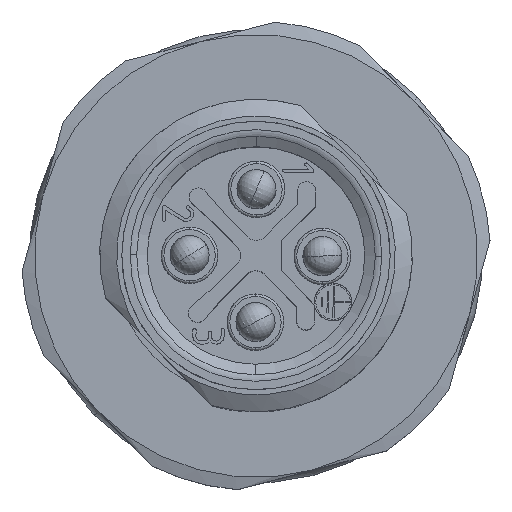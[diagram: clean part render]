
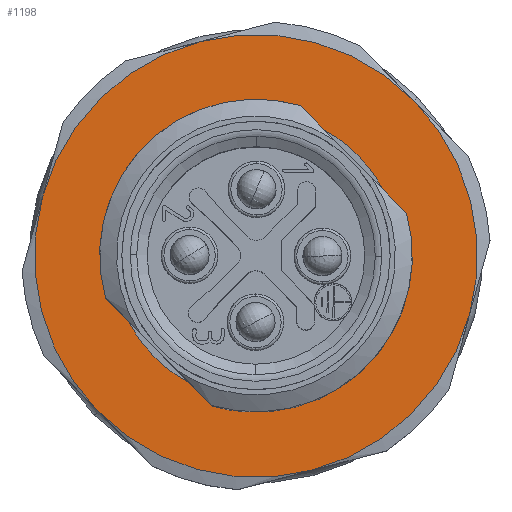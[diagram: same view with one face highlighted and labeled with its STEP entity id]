
A CAD part, top view. The second image highlights one B-rep face of the part: STEP entity #1198.
In plain terms, the highlighted planar face has unit normal (0, 0, 1).
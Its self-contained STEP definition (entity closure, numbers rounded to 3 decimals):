
#890=AXIS2_PLACEMENT_3D('Circle Axis2P3D',#888,#889,$) ;
#902=AXIS2_PLACEMENT_3D('Circle Axis2P3D',#900,#901,$) ;
#914=AXIS2_PLACEMENT_3D('Circle Axis2P3D',#912,#913,$) ;
#926=AXIS2_PLACEMENT_3D('Circle Axis2P3D',#924,#925,$) ;
#938=AXIS2_PLACEMENT_3D('Circle Axis2P3D',#936,#937,$) ;
#950=AXIS2_PLACEMENT_3D('Circle Axis2P3D',#948,#949,$) ;
#1076=AXIS2_PLACEMENT_3D('Plane Axis2P3D',#1073,#1074,#1075) ;
#1088=AXIS2_PLACEMENT_3D('Circle Axis2P3D',#1086,#1087,$) ;
#1133=AXIS2_PLACEMENT_3D('Circle Axis2P3D',#1131,#1132,$) ;
#1140=AXIS2_PLACEMENT_3D('Circle Axis2P3D',#1138,#1139,$) ;
#1183=AXIS2_PLACEMENT_3D('Circle Axis2P3D',#1181,#1182,$) ;
#391=CARTESIAN_POINT('Vertex',(11.118,0.744,72.65)) ;
#458=CARTESIAN_POINT('Vertex',(2.925,3.006,72.65)) ;
#515=CARTESIAN_POINT('Vertex',(0.787,11.233,72.65)) ;
#572=CARTESIAN_POINT('Vertex',(6.843,17.198,72.65)) ;
#629=CARTESIAN_POINT('Vertex',(15.036,14.935,72.65)) ;
#686=CARTESIAN_POINT('Vertex',(17.174,6.709,72.65)) ;
#888=CARTESIAN_POINT('Axis2P3D Location',(8.981,8.971,72.65)) ;
#900=CARTESIAN_POINT('Axis2P3D Location',(8.981,8.971,72.65)) ;
#912=CARTESIAN_POINT('Axis2P3D Location',(8.981,8.971,72.65)) ;
#924=CARTESIAN_POINT('Axis2P3D Location',(8.981,8.971,72.65)) ;
#936=CARTESIAN_POINT('Axis2P3D Location',(8.981,8.971,72.65)) ;
#948=CARTESIAN_POINT('Axis2P3D Location',(8.981,8.971,72.65)) ;
#1073=CARTESIAN_POINT('Axis2P3D Location',(8.981,8.971,72.65)) ;
#1086=CARTESIAN_POINT('Axis2P3D Location',(8.981,8.971,72.65)) ;
#1090=CARTESIAN_POINT('Vertex',(13.871,11.487,72.65)) ;
#1092=CARTESIAN_POINT('Vertex',(12.899,12.83,72.65)) ;
#1095=CARTESIAN_POINT('Line Origine',(14.315,11.036,72.65)) ;
#1099=CARTESIAN_POINT('Vertex',(14.759,10.585,72.65)) ;
#1103=CARTESIAN_POINT('Control Point',(14.759,10.585,72.65)) ;
#1104=CARTESIAN_POINT('Control Point',(14.921,10.008,72.65)) ;
#1105=CARTESIAN_POINT('Control Point',(15.01,9.409,72.65)) ;
#1106=CARTESIAN_POINT('Control Point',(15.024,8.803,72.65)) ;
#1107=CARTESIAN_POINT('Control Point',(14.899,7.6,72.65)) ;
#1108=CARTESIAN_POINT('Control Point',(14.482,6.465,72.65)) ;
#1109=CARTESIAN_POINT('Control Point',(14.204,5.927,72.65)) ;
#1110=CARTESIAN_POINT('Control Point',(13.518,4.931,72.65)) ;
#1111=CARTESIAN_POINT('Control Point',(12.608,4.134,72.65)) ;
#1112=CARTESIAN_POINT('Control Point',(12.105,3.795,72.65)) ;
#1113=CARTESIAN_POINT('Control Point',(11.025,3.25,72.65)) ;
#1114=CARTESIAN_POINT('Control Point',(9.845,2.988,72.65)) ;
#1115=CARTESIAN_POINT('Control Point',(9.241,2.931,72.65)) ;
#1116=CARTESIAN_POINT('Control Point',(8.479,2.956,72.65)) ;
#1117=CARTESIAN_POINT('Control Point',(7.735,3.098,72.65)) ;
#1118=CARTESIAN_POINT('Control Point',(7.581,3.133,72.65)) ;
#1119=CARTESIAN_POINT('Control Point',(7.429,3.173,72.65)) ;
#1120=CARTESIAN_POINT('Control Point',(7.279,3.217,72.65)) ;
#1121=CARTESIAN_POINT('Vertex',(7.279,3.217,72.65)) ;
#1124=CARTESIAN_POINT('Line Origine',(6.835,3.668,72.65)) ;
#1128=CARTESIAN_POINT('Vertex',(6.391,4.119,72.65)) ;
#1131=CARTESIAN_POINT('Axis2P3D Location',(8.981,8.971,72.65)) ;
#1135=CARTESIAN_POINT('Vertex',(5.062,5.111,72.65)) ;
#1138=CARTESIAN_POINT('Axis2P3D Location',(8.981,8.971,72.65)) ;
#1142=CARTESIAN_POINT('Vertex',(4.09,6.455,72.65)) ;
#1145=CARTESIAN_POINT('Line Origine',(3.646,6.905,72.65)) ;
#1149=CARTESIAN_POINT('Vertex',(3.202,7.356,72.65)) ;
#1153=CARTESIAN_POINT('Control Point',(3.202,7.356,72.65)) ;
#1154=CARTESIAN_POINT('Control Point',(3.041,7.934,72.65)) ;
#1155=CARTESIAN_POINT('Control Point',(2.951,8.532,72.65)) ;
#1156=CARTESIAN_POINT('Control Point',(2.938,9.138,72.65)) ;
#1157=CARTESIAN_POINT('Control Point',(3.062,10.341,72.65)) ;
#1158=CARTESIAN_POINT('Control Point',(3.479,11.476,72.65)) ;
#1159=CARTESIAN_POINT('Control Point',(3.758,12.015,72.65)) ;
#1160=CARTESIAN_POINT('Control Point',(4.444,13.011,72.65)) ;
#1161=CARTESIAN_POINT('Control Point',(5.354,13.807,72.65)) ;
#1162=CARTESIAN_POINT('Control Point',(5.857,14.146,72.65)) ;
#1163=CARTESIAN_POINT('Control Point',(6.936,14.691,72.65)) ;
#1164=CARTESIAN_POINT('Control Point',(8.117,14.954,72.65)) ;
#1165=CARTESIAN_POINT('Control Point',(8.72,15.01,72.65)) ;
#1166=CARTESIAN_POINT('Control Point',(9.483,14.986,72.65)) ;
#1167=CARTESIAN_POINT('Control Point',(10.227,14.843,72.65)) ;
#1168=CARTESIAN_POINT('Control Point',(10.38,14.808,72.65)) ;
#1169=CARTESIAN_POINT('Control Point',(10.532,14.769,72.65)) ;
#1170=CARTESIAN_POINT('Control Point',(10.683,14.724,72.65)) ;
#1171=CARTESIAN_POINT('Vertex',(10.683,14.724,72.65)) ;
#1174=CARTESIAN_POINT('Line Origine',(11.127,14.274,72.65)) ;
#1178=CARTESIAN_POINT('Vertex',(11.571,13.823,72.65)) ;
#1181=CARTESIAN_POINT('Axis2P3D Location',(8.981,8.971,72.65)) ;
#889=DIRECTION('Axis2P3D Direction',(0.,0.,-1.)) ;
#901=DIRECTION('Axis2P3D Direction',(0.,0.,-1.)) ;
#913=DIRECTION('Axis2P3D Direction',(0.,0.,-1.)) ;
#925=DIRECTION('Axis2P3D Direction',(0.,0.,-1.)) ;
#937=DIRECTION('Axis2P3D Direction',(0.,0.,-1.)) ;
#949=DIRECTION('Axis2P3D Direction',(0.,0.,-1.)) ;
#1074=DIRECTION('Axis2P3D Direction',(0.,0.,1.)) ;
#1075=DIRECTION('Axis2P3D XDirection',(-0.712,-0.702,0.)) ;
#1087=DIRECTION('Axis2P3D Direction',(0.,0.,1.)) ;
#1096=DIRECTION('Vector Direction',(0.702,-0.712,0.)) ;
#1125=DIRECTION('Vector Direction',(-0.702,0.712,0.)) ;
#1132=DIRECTION('Axis2P3D Direction',(0.,0.,1.)) ;
#1139=DIRECTION('Axis2P3D Direction',(0.,0.,1.)) ;
#1146=DIRECTION('Vector Direction',(-0.702,0.712,0.)) ;
#1175=DIRECTION('Vector Direction',(0.702,-0.712,0.)) ;
#1182=DIRECTION('Axis2P3D Direction',(0.,0.,1.)) ;
#1097=VECTOR('Line Direction',#1096,1.) ;
#1126=VECTOR('Line Direction',#1125,1.) ;
#1147=VECTOR('Line Direction',#1146,1.) ;
#1176=VECTOR('Line Direction',#1175,1.) ;
#1079=ORIENTED_EDGE('',*,*,#916,.T.) ;
#1080=ORIENTED_EDGE('',*,*,#904,.T.) ;
#1081=ORIENTED_EDGE('',*,*,#892,.T.) ;
#1082=ORIENTED_EDGE('',*,*,#952,.T.) ;
#1083=ORIENTED_EDGE('',*,*,#940,.T.) ;
#1084=ORIENTED_EDGE('',*,*,#928,.T.) ;
#1187=ORIENTED_EDGE('',*,*,#1094,.F.) ;
#1188=ORIENTED_EDGE('',*,*,#1101,.T.) ;
#1189=ORIENTED_EDGE('',*,*,#1123,.T.) ;
#1190=ORIENTED_EDGE('',*,*,#1130,.T.) ;
#1191=ORIENTED_EDGE('',*,*,#1137,.F.) ;
#1192=ORIENTED_EDGE('',*,*,#1144,.F.) ;
#1193=ORIENTED_EDGE('',*,*,#1151,.T.) ;
#1194=ORIENTED_EDGE('',*,*,#1173,.T.) ;
#1195=ORIENTED_EDGE('',*,*,#1180,.T.) ;
#1196=ORIENTED_EDGE('',*,*,#1185,.F.) ;
#1197=FACE_BOUND('',#1186,.T.) ;
#1198=ADVANCED_FACE('Hauptk\X2\00F6\X0\rper',(#1085,#1197),#1077,.T.) ;
#1102=B_SPLINE_CURVE_WITH_KNOTS('',5,(#1103,#1104,#1105,#1106,#1107,#1108,#1109,#1110,#1111,#1112,#1113,#1114,#1115,#1116,#1117,#1118,#1119,#1120),.UNSPECIFIED.,.F.,.U.,(6,3,3,3,3,6),(0.,4.243,8.485,12.728,16.97,18.08),.UNSPECIFIED.) ;
#1152=B_SPLINE_CURVE_WITH_KNOTS('',5,(#1153,#1154,#1155,#1156,#1157,#1158,#1159,#1160,#1161,#1162,#1163,#1164,#1165,#1166,#1167,#1168,#1169,#1170),.UNSPECIFIED.,.F.,.U.,(6,3,3,3,3,6),(0.,4.243,8.485,12.728,16.97,18.08),.UNSPECIFIED.) ;
#891=CIRCLE('generated circle',#890,8.5) ;
#903=CIRCLE('generated circle',#902,8.5) ;
#915=CIRCLE('generated circle',#914,8.5) ;
#927=CIRCLE('generated circle',#926,8.5) ;
#939=CIRCLE('generated circle',#938,8.5) ;
#951=CIRCLE('generated circle',#950,8.5) ;
#1089=CIRCLE('generated circle',#1088,5.5) ;
#1134=CIRCLE('generated circle',#1133,5.5) ;
#1141=CIRCLE('generated circle',#1140,5.5) ;
#1184=CIRCLE('generated circle',#1183,5.5) ;
#892=EDGE_CURVE('',#392,#687,#891,.F.) ;
#904=EDGE_CURVE('',#459,#392,#903,.F.) ;
#916=EDGE_CURVE('',#516,#459,#915,.F.) ;
#928=EDGE_CURVE('',#573,#516,#927,.F.) ;
#940=EDGE_CURVE('',#630,#573,#939,.F.) ;
#952=EDGE_CURVE('',#687,#630,#951,.F.) ;
#1094=EDGE_CURVE('',#1091,#1093,#1089,.T.) ;
#1101=EDGE_CURVE('',#1091,#1100,#1098,.T.) ;
#1123=EDGE_CURVE('',#1100,#1122,#1102,.T.) ;
#1130=EDGE_CURVE('',#1122,#1129,#1127,.T.) ;
#1137=EDGE_CURVE('',#1136,#1129,#1134,.T.) ;
#1144=EDGE_CURVE('',#1143,#1136,#1141,.T.) ;
#1151=EDGE_CURVE('',#1143,#1150,#1148,.T.) ;
#1173=EDGE_CURVE('',#1150,#1172,#1152,.T.) ;
#1180=EDGE_CURVE('',#1172,#1179,#1177,.T.) ;
#1185=EDGE_CURVE('',#1093,#1179,#1184,.T.) ;
#1078=EDGE_LOOP('',(#1079,#1080,#1081,#1082,#1083,#1084)) ;
#1186=EDGE_LOOP('',(#1187,#1188,#1189,#1190,#1191,#1192,#1193,#1194,#1195,#1196)) ;
#1085=FACE_OUTER_BOUND('',#1078,.T.) ;
#1098=LINE('Line',#1095,#1097) ;
#1127=LINE('Line',#1124,#1126) ;
#1148=LINE('Line',#1145,#1147) ;
#1177=LINE('Line',#1174,#1176) ;
#1077=PLANE('',#1076) ;
#392=VERTEX_POINT('',#391) ;
#459=VERTEX_POINT('',#458) ;
#516=VERTEX_POINT('',#515) ;
#573=VERTEX_POINT('',#572) ;
#630=VERTEX_POINT('',#629) ;
#687=VERTEX_POINT('',#686) ;
#1091=VERTEX_POINT('',#1090) ;
#1093=VERTEX_POINT('',#1092) ;
#1100=VERTEX_POINT('',#1099) ;
#1122=VERTEX_POINT('',#1121) ;
#1129=VERTEX_POINT('',#1128) ;
#1136=VERTEX_POINT('',#1135) ;
#1143=VERTEX_POINT('',#1142) ;
#1150=VERTEX_POINT('',#1149) ;
#1172=VERTEX_POINT('',#1171) ;
#1179=VERTEX_POINT('',#1178) ;
